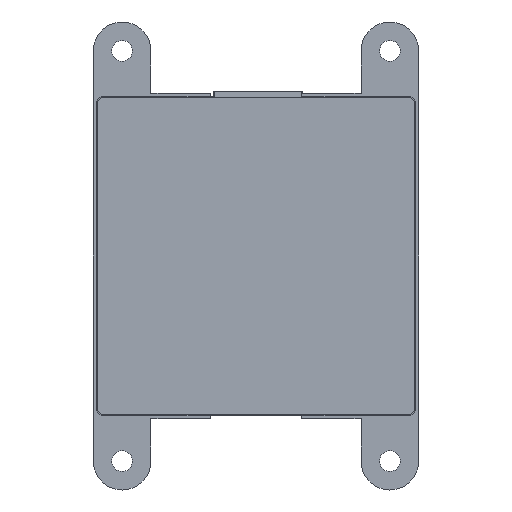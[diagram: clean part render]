
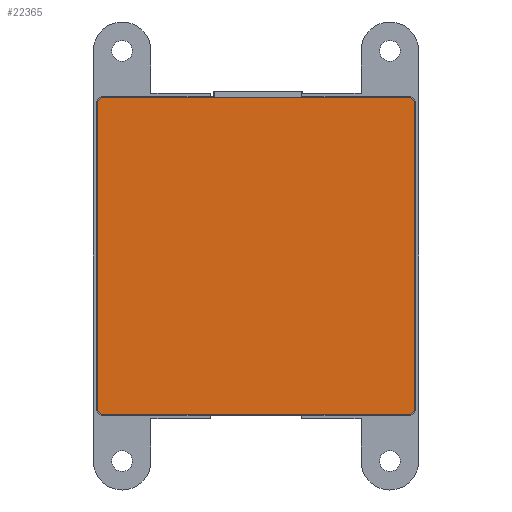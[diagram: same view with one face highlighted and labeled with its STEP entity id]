
A CAD part, front view. The second image highlights one B-rep face of the part: STEP entity #22365.
In plain terms, the highlighted planar face has unit normal (0, -1, 0).
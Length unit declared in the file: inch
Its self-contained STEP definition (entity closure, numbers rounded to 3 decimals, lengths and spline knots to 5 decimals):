
#106 = ORIENTED_EDGE ( 'NONE', *, *, #89127, .T. ) ;
#1759 = VECTOR ( 'NONE', #4653, 39.37008 ) ;
#2403 = VERTEX_POINT ( 'NONE', #75969 ) ;
#4653 = DIRECTION ( 'NONE',  ( 1., 0., 0. ) ) ;
#5902 = CARTESIAN_POINT ( 'NONE',  ( -1.07, 0., 1.07 ) ) ;
#8692 = CARTESIAN_POINT ( 'NONE',  ( -1.07, 0., -1.03801 ) ) ;
#11590 = ORIENTED_EDGE ( 'NONE', *, *, #161642, .T. ) ;
#11836 =( BOUNDED_CURVE ( )  B_SPLINE_CURVE ( 3, ( #80222, #36370, #37564, #22789 ),
 .UNSPECIFIED., .F., .F. ) 
 B_SPLINE_CURVE_WITH_KNOTS ( ( 4, 4 ),
 ( 5.49813, 7.06824 ),
 .UNSPECIFIED. ) 
 CURVE ( )  GEOMETRIC_REPRESENTATION_ITEM ( )  RATIONAL_B_SPLINE_CURVE ( ( 1., 0.805, 0.805, 1. ) ) 
 REPRESENTATION_ITEM ( '' )  );
#12928 = VECTOR ( 'NONE', #42675, 39.37008 ) ;
#15729 = VECTOR ( 'NONE', #62756, 39.37008 ) ;
#22121 = CARTESIAN_POINT ( 'NONE',  ( 1.03801, 0., -1.07 ) ) ;
#22275 = DIRECTION ( 'NONE',  ( 0., 0., -1. ) ) ;
#22365 = ADVANCED_FACE ( 'NONE', ( #154187 ), #111596, .F. ) ;
#22743 = CARTESIAN_POINT ( 'NONE',  ( 1.05675, 0., -1.07 ) ) ;
#22789 = CARTESIAN_POINT ( 'NONE',  ( -1.07, 0., 1.03801 ) ) ;
#23739 = CARTESIAN_POINT ( 'NONE',  ( 1.03801, 0., 1.07 ) ) ;
#24277 = EDGE_LOOP ( 'NONE', ( #177420, #11590, #139481, #47350, #154566, #106, #109996, #67084 ) ) ;
#24552 = CARTESIAN_POINT ( 'NONE',  ( 1.07, 0., -1.05675 ) ) ;
#25073 = CARTESIAN_POINT ( 'NONE',  ( -1.03801, 0., 1.07 ) ) ;
#27508 = CARTESIAN_POINT ( 'NONE',  ( -1.07, 0., 1.07 ) ) ;
#28422 = LINE ( 'NONE', #121103, #121192 ) ;
#36370 = CARTESIAN_POINT ( 'NONE',  ( -1.05675, 0., 1.07 ) ) ;
#36475 = CARTESIAN_POINT ( 'NONE',  ( -1.05675, 0., -1.07 ) ) ;
#37564 = CARTESIAN_POINT ( 'NONE',  ( -1.07, 0., 1.05675 ) ) ;
#40208 = VERTEX_POINT ( 'NONE', #160688 ) ;
#42675 = DIRECTION ( 'NONE',  ( -1., 0., 0. ) ) ;
#44880 = VERTEX_POINT ( 'NONE', #161923 ) ;
#47350 = ORIENTED_EDGE ( 'NONE', *, *, #162315, .T. ) ;
#52350 = EDGE_CURVE ( 'NONE', #118456, #169837, #11836, .T. ) ;
#57001 = LINE ( 'NONE', #5902, #1759 ) ;
#62756 = DIRECTION ( 'NONE',  ( 0., 0., 1. ) ) ;
#65762 = VERTEX_POINT ( 'NONE', #128700 ) ;
#66249 = CARTESIAN_POINT ( 'NONE',  ( 1.07, 0., 1.05675 ) ) ;
#67084 = ORIENTED_EDGE ( 'NONE', *, *, #52350, .T. ) ;
#70158 = DIRECTION ( 'NONE',  ( 0., 0., 1. ) ) ;
#75029 = CARTESIAN_POINT ( 'NONE',  ( -1.07, 0., 1.03801 ) ) ;
#75969 = CARTESIAN_POINT ( 'NONE',  ( 1.03801, 0., -1.07 ) ) ;
#77890 = CARTESIAN_POINT ( 'NONE',  ( -1.07, 0., -1.05675 ) ) ;
#80222 = CARTESIAN_POINT ( 'NONE',  ( -1.03801, 0., 1.07 ) ) ;
#82590 = AXIS2_PLACEMENT_3D ( 'NONE', #27508, #110982, #70158 ) ;
#89127 = EDGE_CURVE ( 'NONE', #111567, #114240, #143837, .T. ) ;
#107950 = LINE ( 'NONE', #155177, #12928 ) ;
#108393 = CARTESIAN_POINT ( 'NONE',  ( 1.07, 0., 1.03801 ) ) ;
#108626 = LINE ( 'NONE', #118381, #15729 ) ;
#109001 = CARTESIAN_POINT ( 'NONE',  ( 1.05675, 0., 1.07 ) ) ;
#109395 = EDGE_CURVE ( 'NONE', #44880, #169837, #108626, .T. ) ;
#109996 = ORIENTED_EDGE ( 'NONE', *, *, #111647, .F. ) ;
#110982 = DIRECTION ( 'NONE',  ( 0., 1., 0. ) ) ;
#111567 = VERTEX_POINT ( 'NONE', #159754 ) ;
#111596 = PLANE ( 'NONE',  #82590 ) ;
#111647 = EDGE_CURVE ( 'NONE', #118456, #114240, #57001, .T. ) ;
#114240 = VERTEX_POINT ( 'NONE', #127767 ) ;
#118381 = CARTESIAN_POINT ( 'NONE',  ( -1.07, 0., -1.07 ) ) ;
#118456 = VERTEX_POINT ( 'NONE', #25073 ) ;
#121103 = CARTESIAN_POINT ( 'NONE',  ( 1.07, 0., -1.07 ) ) ;
#121192 = VECTOR ( 'NONE', #22275, 39.37008 ) ;
#126253 = EDGE_CURVE ( 'NONE', #111567, #40208, #28422, .T. ) ;
#127767 = CARTESIAN_POINT ( 'NONE',  ( 1.03801, 0., 1.07 ) ) ;
#128700 = CARTESIAN_POINT ( 'NONE',  ( -1.03801, 0., -1.07 ) ) ;
#129760 = EDGE_CURVE ( 'NONE', #2403, #65762, #107950, .T. ) ;
#139481 = ORIENTED_EDGE ( 'NONE', *, *, #129760, .F. ) ;
#143837 =( BOUNDED_CURVE ( )  B_SPLINE_CURVE ( 3, ( #108393, #66249, #109001, #23739 ),
 .UNSPECIFIED., .F., .T. ) 
 B_SPLINE_CURVE_WITH_KNOTS ( ( 4, 4 ),
 ( 5.49813, 7.06824 ),
 .UNSPECIFIED. ) 
 CURVE ( )  GEOMETRIC_REPRESENTATION_ITEM ( )  RATIONAL_B_SPLINE_CURVE ( ( 1., 0.805, 0.805, 1. ) ) 
 REPRESENTATION_ITEM ( '' )  );
#148978 = CARTESIAN_POINT ( 'NONE',  ( -1.03801, 0., -1.07 ) ) ;
#154187 = FACE_OUTER_BOUND ( 'NONE', #24277, .T. ) ;
#154566 = ORIENTED_EDGE ( 'NONE', *, *, #126253, .F. ) ;
#155177 = CARTESIAN_POINT ( 'NONE',  ( -1.07, 0., -1.07 ) ) ;
#159754 = CARTESIAN_POINT ( 'NONE',  ( 1.07, 0., 1.03801 ) ) ;
#160688 = CARTESIAN_POINT ( 'NONE',  ( 1.07, 0., -1.03801 ) ) ;
#161373 =( BOUNDED_CURVE ( )  B_SPLINE_CURVE ( 3, ( #22121, #22743, #24552, #165424 ),
 .UNSPECIFIED., .F., .F. ) 
 B_SPLINE_CURVE_WITH_KNOTS ( ( 4, 4 ),
 ( 5.49813, 7.06824 ),
 .UNSPECIFIED. ) 
 CURVE ( )  GEOMETRIC_REPRESENTATION_ITEM ( )  RATIONAL_B_SPLINE_CURVE ( ( 1., 0.805, 0.805, 1. ) ) 
 REPRESENTATION_ITEM ( '' )  );
#161642 = EDGE_CURVE ( 'NONE', #44880, #65762, #182870, .T. ) ;
#161923 = CARTESIAN_POINT ( 'NONE',  ( -1.07, 0., -1.03801 ) ) ;
#162315 = EDGE_CURVE ( 'NONE', #2403, #40208, #161373, .T. ) ;
#165424 = CARTESIAN_POINT ( 'NONE',  ( 1.07, 0., -1.03801 ) ) ;
#169837 = VERTEX_POINT ( 'NONE', #75029 ) ;
#177420 = ORIENTED_EDGE ( 'NONE', *, *, #109395, .F. ) ;
#182870 =( BOUNDED_CURVE ( )  B_SPLINE_CURVE ( 3, ( #8692, #77890, #36475, #148978 ),
 .UNSPECIFIED., .F., .F. ) 
 B_SPLINE_CURVE_WITH_KNOTS ( ( 4, 4 ),
 ( 5.49813, 7.06824 ),
 .UNSPECIFIED. ) 
 CURVE ( )  GEOMETRIC_REPRESENTATION_ITEM ( )  RATIONAL_B_SPLINE_CURVE ( ( 1., 0.805, 0.805, 1. ) ) 
 REPRESENTATION_ITEM ( '' )  );
